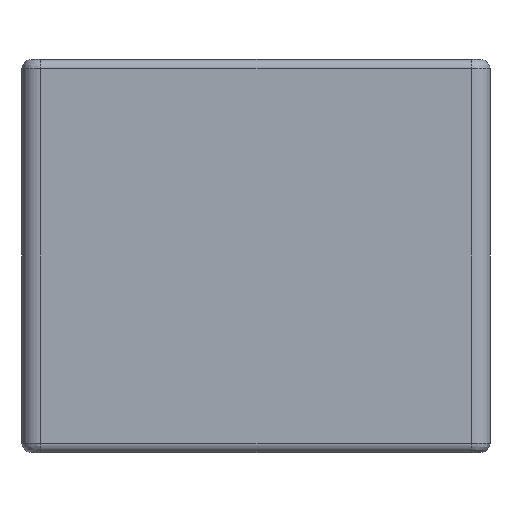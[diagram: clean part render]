
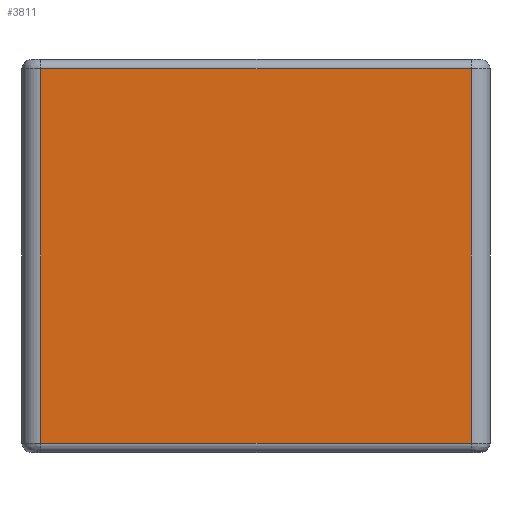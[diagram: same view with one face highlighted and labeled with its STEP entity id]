
A CAD part, left-side view. The second image highlights one B-rep face of the part: STEP entity #3811.
In plain terms, the highlighted planar face has unit normal (-1, 0, 0).
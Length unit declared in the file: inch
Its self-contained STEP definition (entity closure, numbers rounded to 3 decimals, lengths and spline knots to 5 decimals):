
#57=PLANE('',#4168);
#174=LINE('',#5905,#509);
#178=LINE('',#5924,#513);
#179=LINE('',#5928,#514);
#180=LINE('',#5929,#515);
#509=VECTOR('',#4720,0.3937);
#513=VECTOR('',#4732,0.3937);
#514=VECTOR('',#4737,0.3937);
#515=VECTOR('',#4738,0.3937);
#949=FACE_OUTER_BOUND('',#1152,.T.);
#1152=EDGE_LOOP('',(#2639,#2640,#2641,#2642));
#1592=VERTEX_POINT('',#5897);
#1594=VERTEX_POINT('',#5903);
#1596=VERTEX_POINT('',#5923);
#1597=VERTEX_POINT('',#5927);
#1990=EDGE_CURVE('',#1594,#1592,#174,.T.);
#1996=EDGE_CURVE('',#1592,#1596,#178,.T.);
#1998=EDGE_CURVE('',#1594,#1597,#179,.T.);
#1999=EDGE_CURVE('',#1596,#1597,#180,.T.);
#2639=ORIENTED_EDGE('',*,*,#1990,.F.);
#2640=ORIENTED_EDGE('',*,*,#1998,.T.);
#2641=ORIENTED_EDGE('',*,*,#1999,.F.);
#2642=ORIENTED_EDGE('',*,*,#1996,.F.);
#3811=ADVANCED_FACE('',(#949),#57,.T.);
#4168=AXIS2_PLACEMENT_3D('',#5926,#4735,#4736);
#4720=DIRECTION('',(0.,1.,0.));
#4732=DIRECTION('',(0.,0.,1.));
#4735=DIRECTION('center_axis',(-1.,0.,0.));
#4736=DIRECTION('ref_axis',(0.,-1.,0.));
#4737=DIRECTION('',(0.,0.,1.));
#4738=DIRECTION('',(0.,-1.,0.));
#5897=CARTESIAN_POINT('',(-0.03937,0.02264,0.00098));
#5903=CARTESIAN_POINT('',(-0.03937,-0.02264,0.00098));
#5905=CARTESIAN_POINT('',(-0.03937,0.01132,0.00098));
#5923=CARTESIAN_POINT('',(-0.03937,0.02264,0.04035));
#5924=CARTESIAN_POINT('',(-0.03937,0.02264,0.));
#5926=CARTESIAN_POINT('Origin',(-0.03937,0.02264,
0.));
#5927=CARTESIAN_POINT('',(-0.03937,-0.02264,0.04035));
#5928=CARTESIAN_POINT('',(-0.03937,-0.02264,0.));
#5929=CARTESIAN_POINT('',(-0.03937,0.01132,0.04035));
